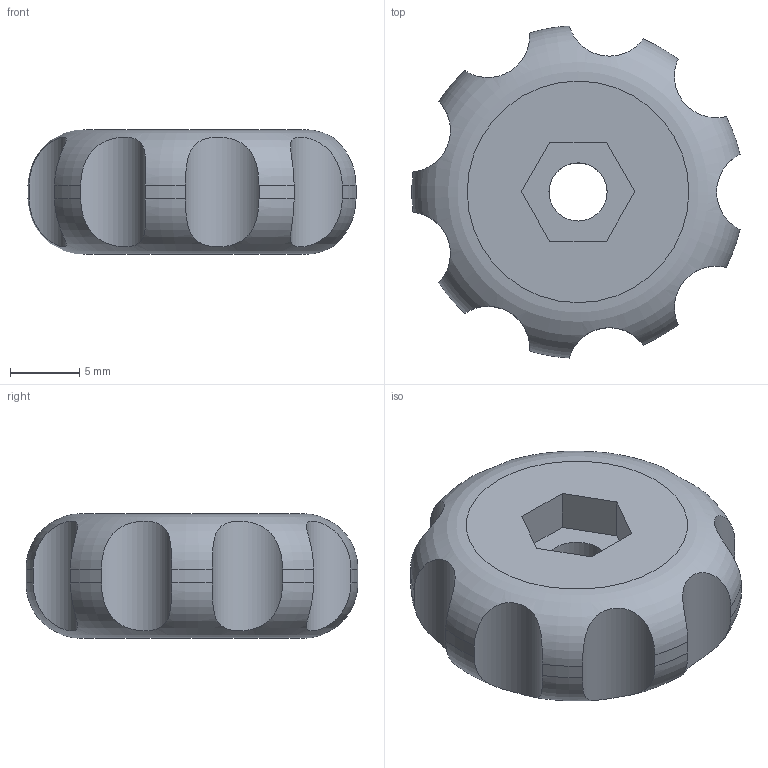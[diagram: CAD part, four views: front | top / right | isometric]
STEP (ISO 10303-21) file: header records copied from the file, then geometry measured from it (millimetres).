
FILE_DESCRIPTION(('FreeCAD Model'),'2;1');
FILE_NAME('knob.step' ,'2021-04-28T19:31:29',('Author'),(''), 'Open CASCADE STEP processor 7.3','FreeCAD','Unknown');
FILE_SCHEMA(('AUTOMOTIVE_DESIGN { 1 0 10303 214 1 1 1 1 }'));
Length unit declared in the file: millimetre
Products named in the file (1): sq-clamp
Bounding box: 23.68 x 23.97 x 9 mm (x, y, z)
Volume: 3002.4 mm3; surface area: 1451.2 mm2
Topology: 1 solids, 1 shells, 30 faces, 81 edges, 54 vertices
Faces by surface type: cylinder 19, plane 9, torus 2
Full cylindrical faces by diameter (mm): 4.2 x1
Entity records: 6652 total; most frequent: CARTESIAN_POINT 4976, DIRECTION 217, ORIENTED_EDGE 162, PCURVE 162, DEFINITIONAL_REPRESENTATION 162, B_SPLINE_CURVE_WITH_KNOTS 112, LINE 103, VECTOR 103
